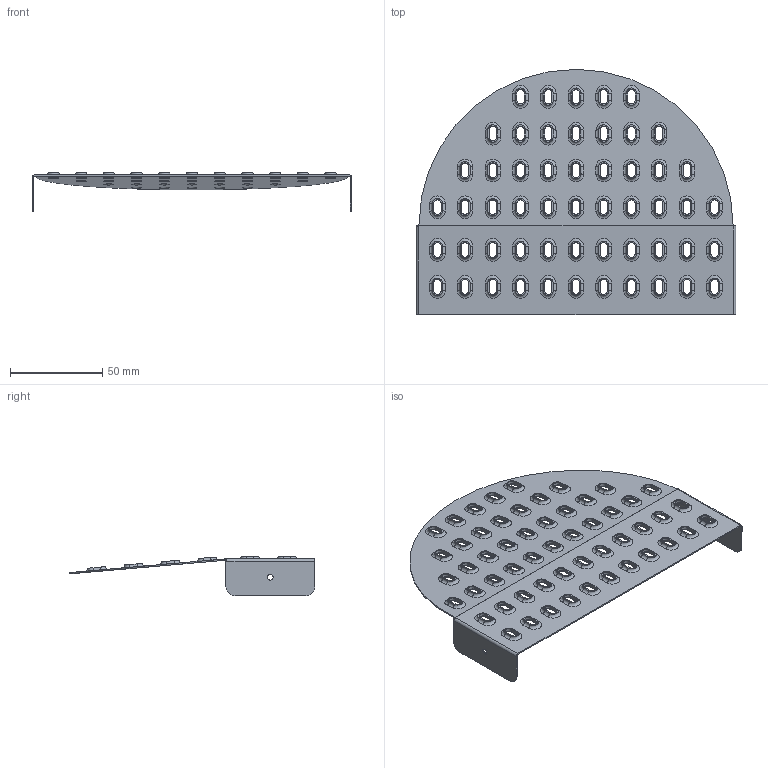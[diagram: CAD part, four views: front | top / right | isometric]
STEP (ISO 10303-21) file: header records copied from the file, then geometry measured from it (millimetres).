
FILE_DESCRIPTION(/* description */ ('Gavel VT Tilluft'),/* implementation_level */ '2;1');
FILE_NAME(/* name */ 'MT52504.stp',/* time_stamp */ '2016-02-04T06:24:13+01:00',/* author */ ('John'),/* organization */ (''),/* preprocessor_version */ 'ST-DEVELOPER v15.6',/* originating_system */ 'Autodesk Inventor 2015',/* authorisation */ '');
FILE_SCHEMA (('AUTOMOTIVE_DESIGN { 1 0 10303 214 3 1 1 }'));
Length unit declared in the file: millimetre
Products named in the file (1): MT52504
Bounding box: 172.8 x 132.71 x 21.5 mm (x, y, z)
Volume: 15786.8 mm3; surface area: 43517.9 mm2
Topology: 1 solids, 1 shells, 749 faces, 1844 edges, 1149 vertices
Faces by surface type: cylinder 337, torus 216, plane 195, bspline 1
Full cylindrical faces by diameter (mm): 3 x2
Entity records: 22707 total; most frequent: DIRECTION 4339, CARTESIAN_POINT 3908, ORIENTED_EDGE 3682, EDGE_CURVE 1841, AXIS2_PLACEMENT_3D 1751, VERTEX_POINT 1148, CIRCLE 1002, EDGE_LOOP 917
